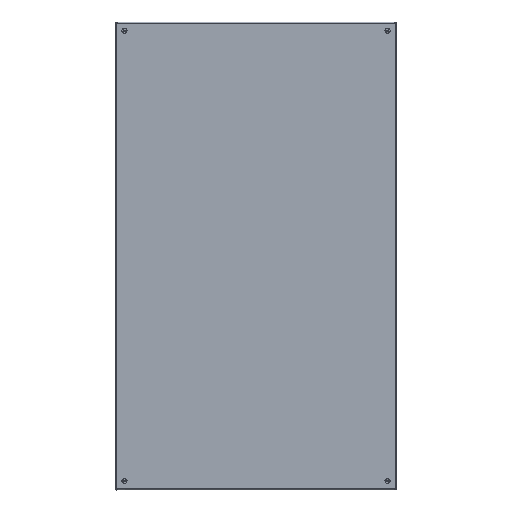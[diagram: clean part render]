
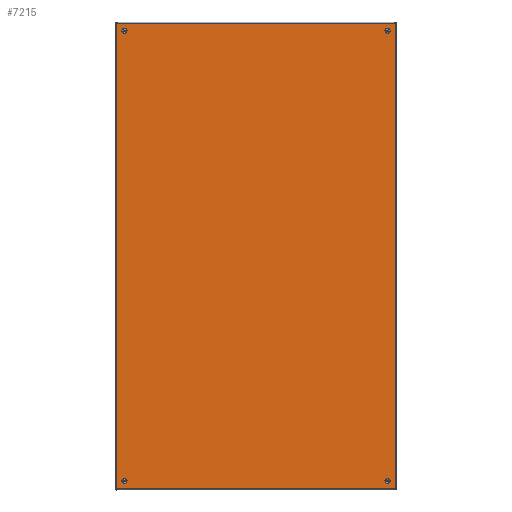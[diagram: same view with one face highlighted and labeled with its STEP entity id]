
A CAD part, top view. The second image highlights one B-rep face of the part: STEP entity #7215.
In plain terms, the highlighted face is planar.
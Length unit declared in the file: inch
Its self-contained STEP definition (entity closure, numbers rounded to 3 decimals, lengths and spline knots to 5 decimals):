
#2312=CARTESIAN_POINT('',(0.53125,0.75,0.0));
#2313=VERTEX_POINT('',#2312);
#2314=CARTESIAN_POINT('',(0.75,0.75,0.0));
#2315=DIRECTION('',(0.0,0.0,1.0));
#2316=DIRECTION('',(1.0,0.0,0.0));
#2317=AXIS2_PLACEMENT_3D('',#2314,#2315,#2316);
#2318=CIRCLE('',#2317,0.21875);
#2319=EDGE_CURVE('',#2313,#2313,#2318,.T.);
#2340=CARTESIAN_POINT('',(23.03125,0.75,0.0));
#2341=VERTEX_POINT('',#2340);
#2342=CARTESIAN_POINT('',(23.25,0.75,0.0));
#2343=DIRECTION('',(0.0,0.0,1.0));
#2344=DIRECTION('',(1.0,0.0,0.0));
#2345=AXIS2_PLACEMENT_3D('',#2342,#2343,#2344);
#2346=CIRCLE('',#2345,0.21875);
#2347=EDGE_CURVE('',#2341,#2341,#2346,.T.);
#2368=CARTESIAN_POINT('',(0.53125,39.25,0.0));
#2369=VERTEX_POINT('',#2368);
#2370=CARTESIAN_POINT('',(0.75,39.25,0.0));
#2371=DIRECTION('',(0.0,0.0,1.0));
#2372=DIRECTION('',(1.0,0.0,0.0));
#2373=AXIS2_PLACEMENT_3D('',#2370,#2371,#2372);
#2374=CIRCLE('',#2373,0.21875);
#2375=EDGE_CURVE('',#2369,#2369,#2374,.T.);
#2396=CARTESIAN_POINT('',(23.03125,39.25,0.0));
#2397=VERTEX_POINT('',#2396);
#2398=CARTESIAN_POINT('',(23.25,39.25,0.0));
#2399=DIRECTION('',(0.0,0.0,1.0));
#2400=DIRECTION('',(1.0,0.0,0.0));
#2401=AXIS2_PLACEMENT_3D('',#2398,#2399,#2400);
#2402=CIRCLE('',#2401,0.21875);
#2403=EDGE_CURVE('',#2397,#2397,#2402,.T.);
#5993=CARTESIAN_POINT('',(23.89475,39.88277,0.0));
#5994=VERTEX_POINT('',#5993);
#6091=CARTESIAN_POINT('',(23.89475,0.11723,0.0));
#6092=VERTEX_POINT('',#6091);
#6135=CARTESIAN_POINT('',(23.89475,39.88277,0.0));
#6136=DIRECTION('',(0.0,-1.0,0.0));
#6137=VECTOR('',#6136,39.76553);
#6138=LINE('',#6135,#6137);
#6139=EDGE_CURVE('',#5994,#6092,#6138,.T.);
#6310=CARTESIAN_POINT('',(0.11723,39.89475,0.));
#6311=VERTEX_POINT('',#6310);
#6408=CARTESIAN_POINT('',(23.88277,39.89475,0.0));
#6409=VERTEX_POINT('',#6408);
#6452=CARTESIAN_POINT('',(0.11723,39.89475,0.0));
#6453=DIRECTION('',(1.0,0.0,0.0));
#6454=VECTOR('',#6453,23.76553);
#6455=LINE('',#6452,#6454);
#6456=EDGE_CURVE('',#6311,#6409,#6455,.T.);
#6623=CARTESIAN_POINT('',(0.10525,0.11723,0.0));
#6624=VERTEX_POINT('',#6623);
#6721=CARTESIAN_POINT('',(0.10525,39.88277,0.0));
#6722=VERTEX_POINT('',#6721);
#6765=CARTESIAN_POINT('',(0.10525,0.11723,0.0));
#6766=DIRECTION('',(0.0,1.0,0.0));
#6767=VECTOR('',#6766,39.76553);
#6768=LINE('',#6765,#6767);
#6769=EDGE_CURVE('',#6624,#6722,#6768,.T.);
#6936=CARTESIAN_POINT('',(23.88277,0.10525,0.0));
#6937=VERTEX_POINT('',#6936);
#6992=CARTESIAN_POINT('',(0.11723,0.10525,0.0));
#6993=VERTEX_POINT('',#6992);
#7007=CARTESIAN_POINT('',(23.88277,0.10525,0.0));
#7008=DIRECTION('',(-1.0,0.0,0.0));
#7009=VECTOR('',#7008,23.76553);
#7010=LINE('',#7007,#7009);
#7011=EDGE_CURVE('',#6937,#6993,#7010,.T.);
#7102=CARTESIAN_POINT('',(0.06211,0.06211,0.0));
#7103=DIRECTION('',(0.0,0.0,1.0));
#7104=DIRECTION('',(1.0,0.0,0.0));
#7105=AXIS2_PLACEMENT_3D('',#7102,#7103,#7104);
#7106=CIRCLE('',#7105,0.07);
#7107=EDGE_CURVE('',#6993,#6624,#7106,.T.);
#7164=CARTESIAN_POINT('',(23.93789,0.06211,0.0));
#7165=DIRECTION('',(0.0,0.0,1.0));
#7166=DIRECTION('',(1.0,0.0,0.0));
#7167=AXIS2_PLACEMENT_3D('',#7164,#7165,#7166);
#7168=CIRCLE('',#7167,0.07);
#7169=EDGE_CURVE('',#6092,#6937,#7168,.T.);
#7176=CARTESIAN_POINT('',(12.,20.0,0.0));
#7177=DIRECTION('',(0.0,0.0,1.0));
#7178=DIRECTION('',(1.0,0.0,0.0));
#7179=AXIS2_PLACEMENT_3D('',#7176,#7177,#7178);
#7180=PLANE('',#7179);
#7181=ORIENTED_EDGE('',*,*,#7011,.T.);
#7182=ORIENTED_EDGE('',*,*,#7107,.T.);
#7183=ORIENTED_EDGE('',*,*,#6769,.T.);
#7184=CARTESIAN_POINT('',(0.06211,39.93789,0.0));
#7185=DIRECTION('',(0.0,0.0,1.0));
#7186=DIRECTION('',(1.0,0.0,0.0));
#7187=AXIS2_PLACEMENT_3D('',#7184,#7185,#7186);
#7188=CIRCLE('',#7187,0.07);
#7189=EDGE_CURVE('',#6722,#6311,#7188,.T.);
#7190=ORIENTED_EDGE('',*,*,#7189,.T.);
#7191=ORIENTED_EDGE('',*,*,#6456,.T.);
#7192=CARTESIAN_POINT('',(23.93789,39.93789,0.0));
#7193=DIRECTION('',(0.0,0.0,1.0));
#7194=DIRECTION('',(1.0,0.0,0.0));
#7195=AXIS2_PLACEMENT_3D('',#7192,#7193,#7194);
#7196=CIRCLE('',#7195,0.07);
#7197=EDGE_CURVE('',#6409,#5994,#7196,.T.);
#7198=ORIENTED_EDGE('',*,*,#7197,.T.);
#7199=ORIENTED_EDGE('',*,*,#6139,.T.);
#7200=ORIENTED_EDGE('',*,*,#7169,.T.);
#7201=EDGE_LOOP('',(#7181,#7182,#7183,#7190,#7191,#7198,#7199,#7200));
#7202=FACE_OUTER_BOUND('',#7201,.T.);
#7203=ORIENTED_EDGE('',*,*,#2319,.T.);
#7204=EDGE_LOOP('',(#7203));
#7205=FACE_BOUND('',#7204,.T.);
#7206=ORIENTED_EDGE('',*,*,#2347,.T.);
#7207=EDGE_LOOP('',(#7206));
#7208=FACE_BOUND('',#7207,.T.);
#7209=ORIENTED_EDGE('',*,*,#2375,.T.);
#7210=EDGE_LOOP('',(#7209));
#7211=FACE_BOUND('',#7210,.T.);
#7212=ORIENTED_EDGE('',*,*,#2403,.T.);
#7213=EDGE_LOOP('',(#7212));
#7214=FACE_BOUND('',#7213,.T.);
#7215=ADVANCED_FACE('',(#7202,#7205,#7208,#7211,#7214),#7180,.F.);
